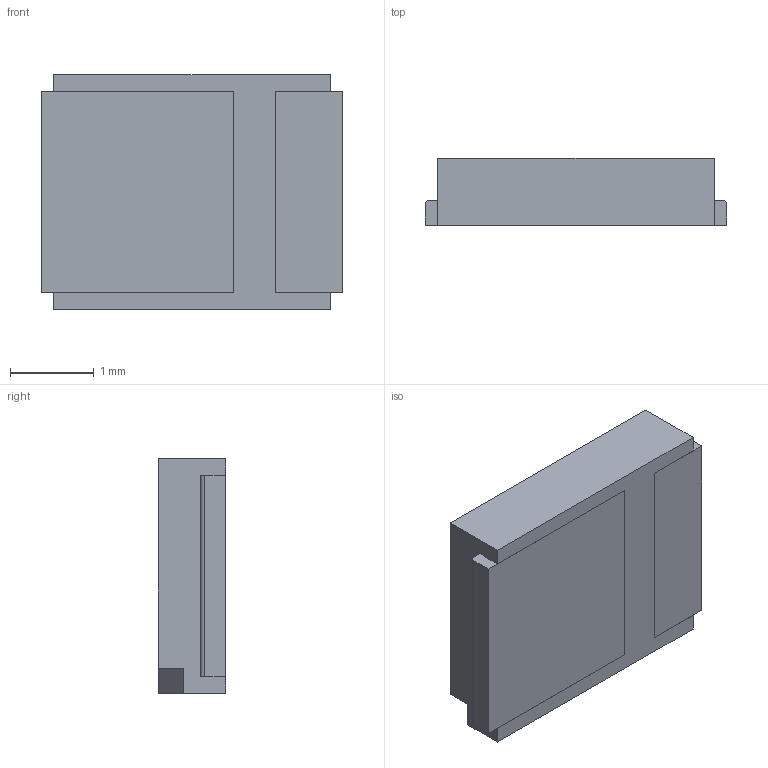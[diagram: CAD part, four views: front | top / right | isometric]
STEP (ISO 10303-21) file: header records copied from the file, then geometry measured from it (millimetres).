
FILE_DESCRIPTION (( 'STEP AP214' ), '1' );
FILE_NAME ('User Library-2835W.STEP', '2023-02-05T01:45:14', ( '' ), ( '' ), 'SwSTEP 2.0', 'SolidWorks 2022', '' );
FILE_SCHEMA (( 'AUTOMOTIVE_DESIGN' ));
Length unit declared in the file: millimetre
Products named in the file (6): CP_LED2835_PIN__1_ASM; CP_2835LED_SHELL__1; User Library-2835W; CP_2835LED_GLUE__1; MANIFOLD_SOLID_BREP_5521; MANIFOLD_SOLID_BREP_5707
Assembly tree (5 placements, depth 3):
  User Library-2835W
    CP_2835LED_SHELL__1
    CP_2835LED_GLUE__1
    CP_LED2835_PIN__1_ASM
      MANIFOLD_SOLID_BREP_5521
      MANIFOLD_SOLID_BREP_5707
Bounding box: 3.6 x 0.8 x 2.8 mm (x, y, z)
Volume: 8.1 mm3; surface area: 69.3 mm2
Topology: 4 solids, 4 shells, 49 faces, 120 edges, 80 vertices
Faces by surface type: plane 39, cylinder 10
Entity records: 2197 total; most frequent: CARTESIAN_POINT 258, DIRECTION 256, ORIENTED_EDGE 240, EDGE_CURVE 120, LINE 100, VECTOR 100, VERTEX_POINT 80, AXIS2_PLACEMENT_3D 78
